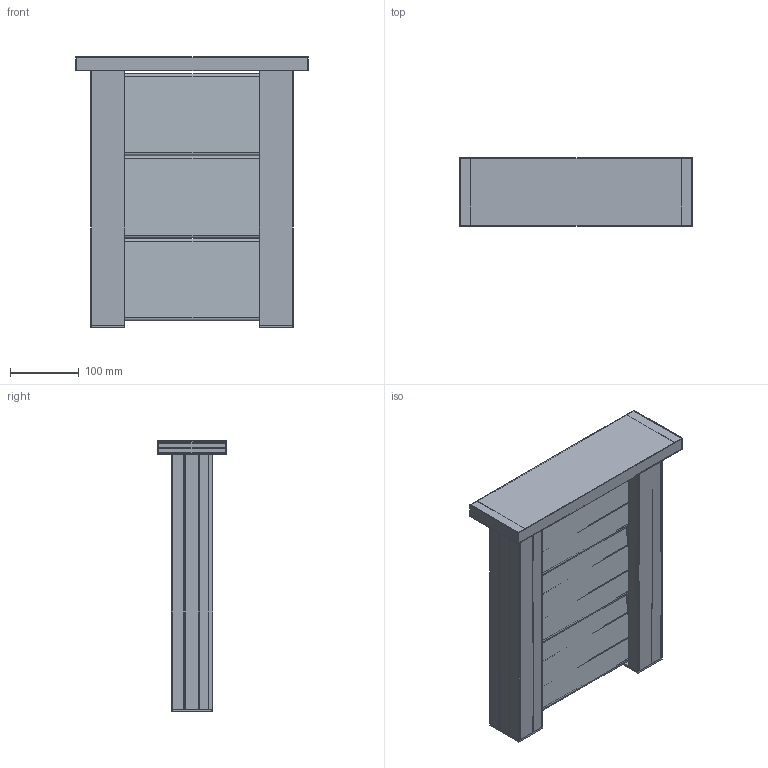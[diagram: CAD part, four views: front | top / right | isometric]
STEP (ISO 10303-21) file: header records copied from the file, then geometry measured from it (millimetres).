
FILE_DESCRIPTION (( 'STEP AP214' ), '1' );
FILE_NAME ('FG_SAMPLE-06.STEP', '2025-02-28T10:45:59', ( '' ), ( '' ), 'SwSTEP 2.0', 'SolidWorks 2019', '' );
FILE_SCHEMA (( 'AUTOMOTIVE_DESIGN' ));
Length unit declared in the file: millimetre
Products named in the file (10): FG_SC20x20-6000_Zaslepka laty 20x100; FG_A8x120-R7016; AL_RP6002-6000_370; AL_RP6001-6000_370; FG_4328-6000_230; A-DIN 7505A 5x20; AL_RP6003-6000_370; FG_CP50x60-R7016; FG_SAMPLE-06; Lata_100x20-335
Assembly tree (26 placements, depth 2):
  FG_SAMPLE-06
    AL_RP6001-6000_370  x2
    AL_RP6002-6000_370  x2
    FG_CP50x60-R7016  x2
    AL_RP6003-6000_370  x2
    Lata_100x20-335
    FG_SC20x20-6000_Zaslepka laty 20x100  x2
    A-DIN 7505A 5x20  x4
    FG_A8x120-R7016  x8
    FG_4328-6000_230  x3
Bounding box: 337.6 x 100 x 393.25 mm (x, y, z)
Volume: 871859.5 mm3; surface area: 1255686.1 mm2
Topology: 26 solids, 26 shells, 1838 faces, 4986 edges, 3208 vertices
Faces by surface type: cylinder 988, plane 594, bspline 140, torus 48, cone 36, sphere 32
Entity records: 27703 total; most frequent: CARTESIAN_POINT 8695, DIRECTION 3945, ORIENTED_EDGE 3916, EDGE_CURVE 1958, AXIS2_PLACEMENT_3D 1427, VERTEX_POINT 1275, LINE 1091, VECTOR 1091
